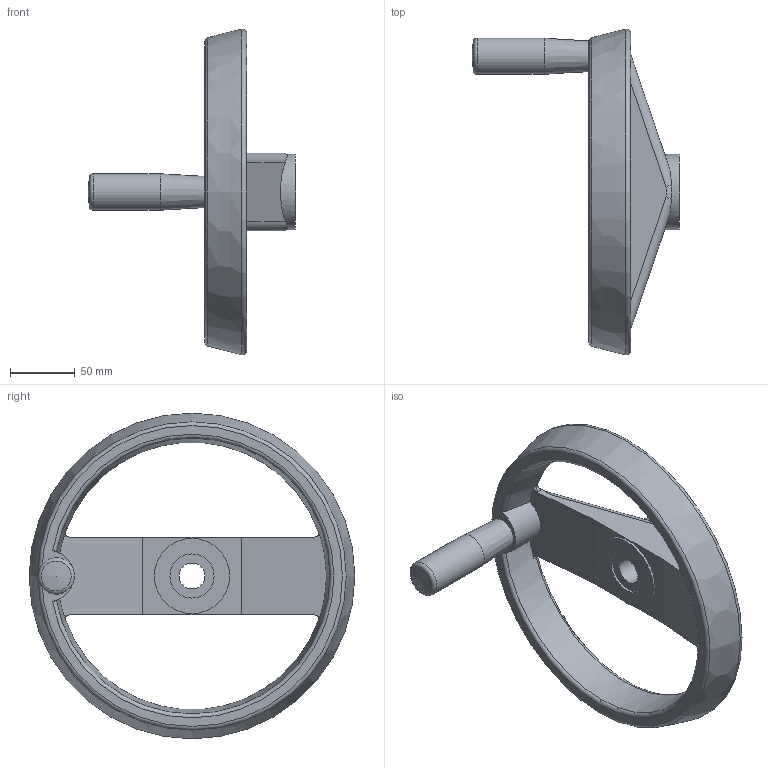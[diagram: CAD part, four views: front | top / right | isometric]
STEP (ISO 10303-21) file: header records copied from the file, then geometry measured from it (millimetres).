
FILE_DESCRIPTION(/* description */ (''),/* implementation_level */ '2;1');
FILE_NAME(/* name */ 'TW250',/* time_stamp */ '2012-11-23T16:28:46+08:00',/* author */ (''),/* organization */ (''),/* preprocessor_version */ 'ST-DEVELOPER v9',/* originating_system */ 'UGS - NX 4.0',/* authorisation */ '');
FILE_SCHEMA (('CONFIG_CONTROL_DESIGN'));
Length unit declared in the file: millimetre
Products named in the file (1): AdmiA361xm7p
Bounding box: 160 x 250.61 x 250.61 mm (x, y, z)
Volume: 713427 mm3; surface area: 112095.1 mm2
Topology: 1 solids, 1 shells, 51 faces, 130 edges, 84 vertices
Faces by surface type: plane 16, cylinder 14, bspline 9, torus 8, cone 3, sphere 1
Full cylindrical faces by diameter (mm): 10 x1, 12 x1, 15 x1, 20 x1, 28 x1, 34 x2, 58 x2
Entity records: 1840 total; most frequent: CARTESIAN_POINT 659, ORIENTED_EDGE 218, DIRECTION 213, EDGE_CURVE 109, AXIS2_PLACEMENT_3D 95, VERTEX_POINT 79, EDGE_LOOP 76, ADVANCED_FACE 51
